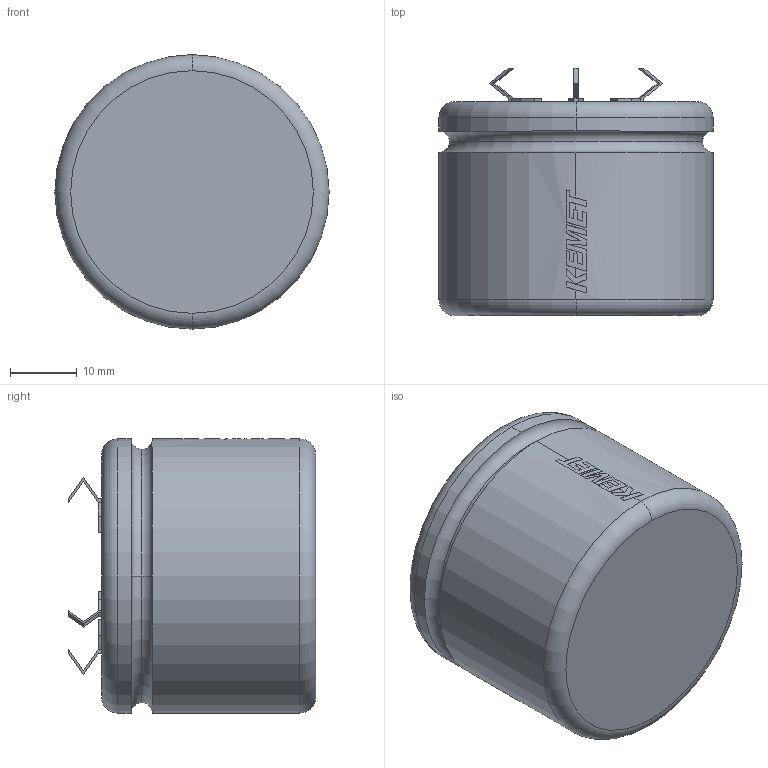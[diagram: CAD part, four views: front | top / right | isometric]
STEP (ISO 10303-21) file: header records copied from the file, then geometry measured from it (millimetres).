
FILE_DESCRIPTION (( 'STEP AP214' ), '1' );
FILE_NAME ('CARS_K4P_40X30_D41L32S22.5LL5F2.1.STEP', '2020-07-21T19:24:32', ( '' ), ( '' ), 'SwSTEP 2.0', 'SolidWorks 2014', '' );
FILE_SCHEMA (( 'AUTOMOTIVE_DESIGN' ));
Length unit declared in the file: millimetre
Products named in the file (1): CARS_K4P_40X30_D41L32S22.5LL5F2.1
Bounding box: 41 x 36.99 x 41 mm (x, y, z)
Volume: 41473.2 mm3; surface area: 6784.1 mm2
Topology: 1 solids, 1 shells, 134 faces, 368 edges, 240 vertices
Faces by surface type: plane 80, bspline 31, cylinder 15, torus 8
Entity records: 4641 total; most frequent: CARTESIAN_POINT 1291, ORIENTED_EDGE 736, DIRECTION 473, EDGE_CURVE 368, VERTEX_POINT 240, LINE 209, VECTOR 209, EDGE_LOOP 138
